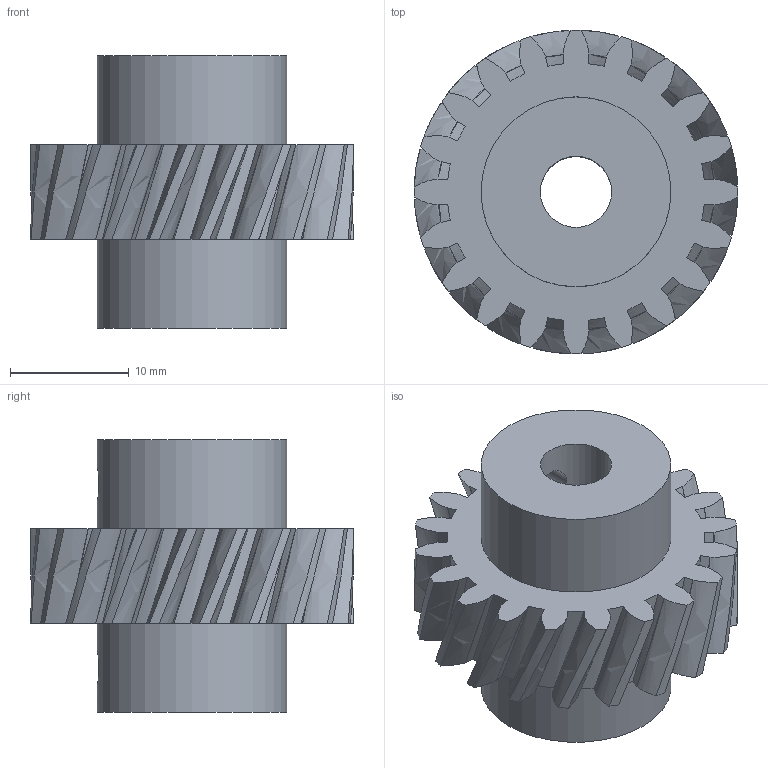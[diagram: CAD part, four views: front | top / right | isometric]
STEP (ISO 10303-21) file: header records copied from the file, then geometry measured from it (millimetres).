
FILE_DESCRIPTION(/* description */ (''),/* implementation_level */ '2;1');
FILE_NAME(/* name */ '3312 v2.step',/* time_stamp */ '2024-06-26T21:07:46+03:00',/* author */ (''),/* organization */ (''),/* preprocessor_version */ 'ST-DEVELOPER v20',/* originating_system */ 'Autodesk Translation Framework v13.14.0.145',/* authorisation */ '');
FILE_SCHEMA (('AUTOMOTIVE_DESIGN { 1 0 10303 214 3 1 1 }'));
Length unit declared in the file: millimetre
Products named in the file (2): 3312; Bileşen2
Assembly tree (1 placements, depth 2):
  3312
    Bileşen2
Bounding box: 27.28 x 27.28 x 23 mm (x, y, z)
Volume: 6064.3 mm3; surface area: 3500.4 mm2
Topology: 1 solids, 1 shells, 169 faces, 499 edges, 334 vertices
Faces by surface type: bspline 140, cylinder 25, plane 4
Full cylindrical faces by diameter (mm): 3 x2, 6 x1, 16 x2
Entity records: 27717 total; most frequent: CARTESIAN_POINT 24282, ORIENTED_EDGE 998, EDGE_CURVE 499, VERTEX_POINT 334, DIRECTION 321, EDGE_LOOP 177, FACE_OUTER_BOUND 169, ADVANCED_FACE 169
